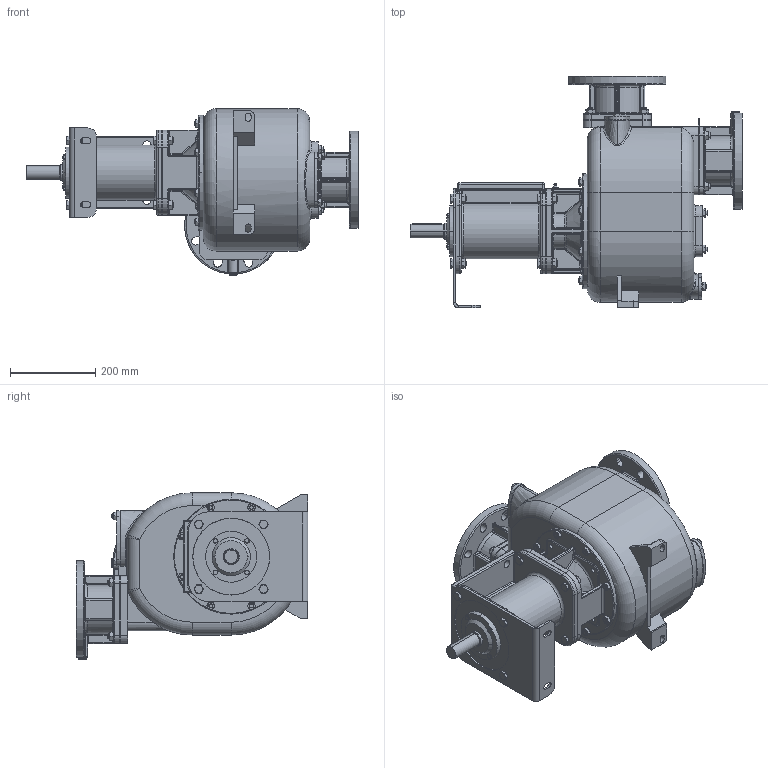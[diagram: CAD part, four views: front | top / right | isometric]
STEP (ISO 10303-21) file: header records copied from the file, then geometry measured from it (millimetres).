
FILE_DESCRIPTION((''),'2;1');
FILE_NAME('S_108_B_F_SW0001','2016-06-27T',('Nicola'),(''),'CREO PARAMETRIC BY PTC INC, 2015290','CREO PARAMETRIC BY PTC INC, 2015290','');
FILE_SCHEMA(('CONFIG_CONTROL_DESIGN'));
Length unit declared in the file: millimetre
Products named in the file (1): S_108_B_F_SW0001
Bounding box: 779.5 x 544 x 390.8 mm (x, y, z)
Volume: 37494512.5 mm3; surface area: 1782732.5 mm2
Topology: 1 solids, 1 shells, 2223 faces, 5184 edges, 3066 vertices
Faces by surface type: plane 693, cone 576, cylinder 568, bspline 184, torus 156, sphere 42, extrusion 4
Entity records: 97865 total; most frequent: CARTESIAN_POINT 49070, ORIENTED_EDGE 10336, DIRECTION 10032, EDGE_CURVE 5168, AXIS2_PLACEMENT_3D 4183, VERTEX_POINT 3066, EDGE_LOOP 2432, FACE_OUTER_BOUND 2223
